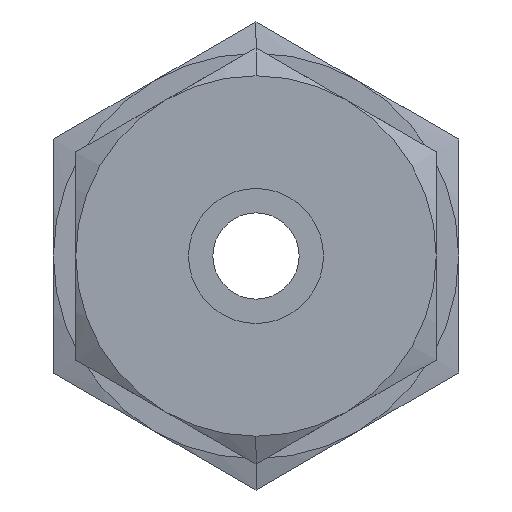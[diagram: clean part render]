
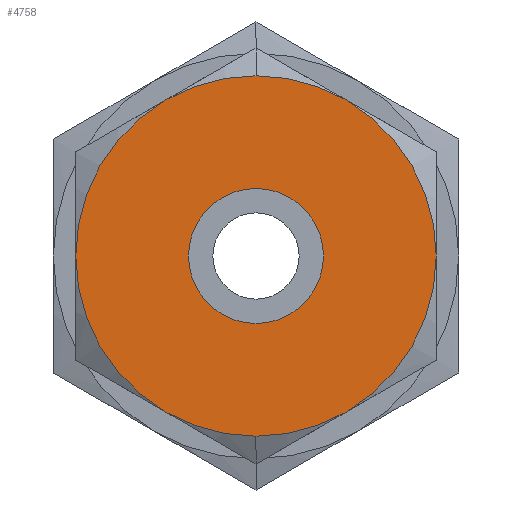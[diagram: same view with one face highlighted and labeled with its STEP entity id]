
A CAD part, left-side view. The second image highlights one B-rep face of the part: STEP entity #4758.
In plain terms, the highlighted planar face has unit normal (-1, 0, 0).
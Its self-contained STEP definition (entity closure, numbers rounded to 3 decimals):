
#172 = CARTESIAN_POINT ( 'NONE',  ( 0., 0., 3.175 ) ) ;
#355 = ORIENTED_EDGE ( 'NONE', *, *, #712, .F. ) ;
#385 = AXIS2_PLACEMENT_3D ( 'NONE', #172, #2447, #6743 ) ;
#480 = DIRECTION ( 'NONE',  ( 0., 0., 1. ) ) ;
#712 = EDGE_CURVE ( 'NONE', #716, #3676, #5105, .T. ) ;
#716 = VERTEX_POINT ( 'NONE', #2678 ) ;
#897 = CIRCLE ( 'NONE', #5000, 2.38 ) ;
#1343 = ORIENTED_EDGE ( 'NONE', *, *, #3968, .T. ) ;
#1501 = AXIS2_PLACEMENT_3D ( 'NONE', #5035, #3436, #6744 ) ;
#1707 = ORIENTED_EDGE ( 'NONE', *, *, #2231, .F. ) ;
#1884 = CARTESIAN_POINT ( 'NONE',  ( 0., 0., 2.38 ) ) ;
#2117 = DIRECTION ( 'NONE',  ( 1., 0., 0. ) ) ;
#2231 = EDGE_CURVE ( 'NONE', #3676, #716, #4574, .T. ) ;
#2447 = DIRECTION ( 'NONE',  ( -1., 0., 0. ) ) ;
#2678 = CARTESIAN_POINT ( 'NONE',  ( 0., 0., 6.35 ) ) ;
#2915 = VERTEX_POINT ( 'NONE', #1884 ) ;
#3012 = PLANE ( 'NONE',  #385 ) ;
#3144 = DIRECTION ( 'NONE',  ( 0., 0., 1. ) ) ;
#3344 = EDGE_CURVE ( 'NONE', #2915, #4608, #897, .T. ) ;
#3436 = DIRECTION ( 'NONE',  ( 1., 0., 0. ) ) ;
#3486 = DIRECTION ( 'NONE',  ( 1., 0., 0. ) ) ;
#3676 = VERTEX_POINT ( 'NONE', #6116 ) ;
#3704 = CARTESIAN_POINT ( 'NONE',  ( 0., 0., 0. ) ) ;
#3753 = EDGE_LOOP ( 'NONE', ( #1343, #5335 ) ) ;
#3802 = CARTESIAN_POINT ( 'NONE',  ( 0., 0., 0. ) ) ;
#3843 = EDGE_LOOP ( 'NONE', ( #355, #1707 ) ) ;
#3892 = CARTESIAN_POINT ( 'NONE',  ( 0., 0., -2.38 ) ) ;
#3968 = EDGE_CURVE ( 'NONE', #4608, #2915, #5573, .T. ) ;
#3982 = CARTESIAN_POINT ( 'NONE',  ( 0., 0., 0. ) ) ;
#4418 = AXIS2_PLACEMENT_3D ( 'NONE', #3802, #6511, #480 ) ;
#4569 = FACE_BOUND ( 'NONE', #3753, .T. ) ;
#4574 = CIRCLE ( 'NONE', #1501, 6.35 ) ;
#4608 = VERTEX_POINT ( 'NONE', #3892 ) ;
#4758 = ADVANCED_FACE ( 'NONE', ( #4569, #5065 ), #3012, .T. ) ;
#5000 = AXIS2_PLACEMENT_3D ( 'NONE', #3704, #2117, #3144 ) ;
#5035 = CARTESIAN_POINT ( 'NONE',  ( 0., 0., 0. ) ) ;
#5065 = FACE_OUTER_BOUND ( 'NONE', #3843, .T. ) ;
#5105 = CIRCLE ( 'NONE', #4418, 6.35 ) ;
#5335 = ORIENTED_EDGE ( 'NONE', *, *, #3344, .T. ) ;
#5573 = CIRCLE ( 'NONE', #6782, 2.38 ) ;
#6116 = CARTESIAN_POINT ( 'NONE',  ( 0., 0., -6.35 ) ) ;
#6511 = DIRECTION ( 'NONE',  ( 1., 0., 0. ) ) ;
#6575 = DIRECTION ( 'NONE',  ( 0., 0., -1. ) ) ;
#6743 = DIRECTION ( 'NONE',  ( 0., 0., 1. ) ) ;
#6744 = DIRECTION ( 'NONE',  ( 0., 0., -1. ) ) ;
#6782 = AXIS2_PLACEMENT_3D ( 'NONE', #3982, #3486, #6575 ) ;
